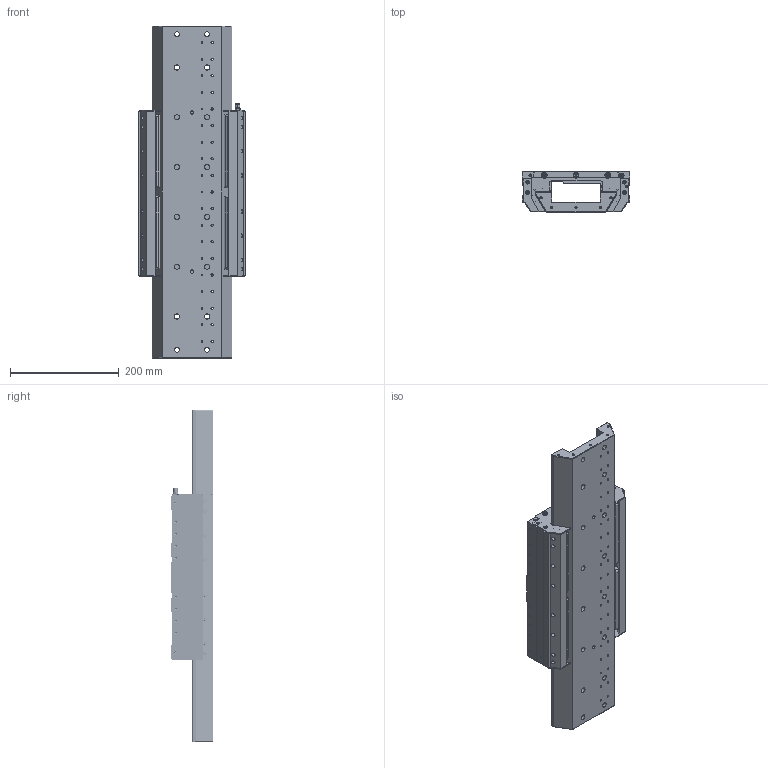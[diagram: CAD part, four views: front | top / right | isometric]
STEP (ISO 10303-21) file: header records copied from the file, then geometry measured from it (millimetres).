
FILE_DESCRIPTION (( 'STEP AP214' ), '1' );
FILE_NAME ('S41-06300-145610.STEP', '2021-07-30T16:58:37', ( '' ), ( '' ), 'SwSTEP 2.0', 'SolidWorks 2020', '' );
FILE_SCHEMA (( 'AUTOMOTIVE_DESIGN' ));
Length unit declared in the file: inch
Products named in the file (33): 44S146XXX_44S146610; 90-0419; S41-06300-145610; 16-00022_Customer Model; 90-0448_92125A208; S41-06300 -Straight Connector Tube; 90-0083_90-0083; S41-06300-Back Side tubing; 90-0046_92015A117; 99-1010_Customer Model; S41-06300 - Main Juncture Tubing_4 MM DIA TRANSVERSE TUBE; 40-00079_-RIGHT; S90A002; 40-00078_LEFT; 90-0417_92605A099; 90-0447_92125A125; S90F013_04-M5; 40-00077_8X12 Carriage; S90A001; 62-0323_18.1 x 134.2mm; 99-1011_Customer Model; 62-0324_62-0324; 16-00021_Customer Model; S41-06300-Corner Tube; S90F032; S90F030; S90F031
Assembly tree (81 placements, depth 3):
  S41-06300-145610
    99-1010_Customer Model
      16-00021_Customer Model
      62-0323_18.1 x 134.2mm
    99-1010_Customer Model
      16-00021_Customer Model
      62-0323_18.1 x 134.2mm
    99-1011_Customer Model
      16-00022_Customer Model
      62-0324_62-0324
    99-1011_Customer Model
      16-00022_Customer Model
      62-0324_62-0324
    40-00077_8X12 Carriage
    S90F032  x4
    S41-06300 - Main Juncture Tubing_4 MM DIA TRANSVERSE TUBE
    S41-06300-Corner Tube  x2
    S41-06300-Back Side tubing  x2
    40-00078_LEFT
    S90F013_04-M5
    90-0083_90-0083  x2
    90-0417_92605A099  x4
    90-0046_92015A117  x7
    S90F030  x2
    44S146XXX_44S146610
    99-1010_Customer Model
      16-00021_Customer Model
      62-0323_18.1 x 134.2mm
    99-1010_Customer Model
      16-00021_Customer Model
      62-0323_18.1 x 134.2mm
    S90F031  x8
    S41-06300 -Straight Connector Tube  x4
    90-0419  x2
    90-0448_92125A208  x6
    90-0447_92125A125  x8
    40-00079_-RIGHT
    99-1011_Customer Model
      16-00022_Customer Model
      62-0324_62-0324
    99-1011_Customer Model
      16-00022_Customer Model
      62-0324_62-0324
  S90A002
  S90A001
Bounding box: 196.85 x 76.15 x 609.6 mm (x, y, z)
Volume: 4139867.4 mm3; surface area: 689117.6 mm2
Topology: 75 solids, 75 shells, 3467 faces, 8435 edges, 5215 vertices
Faces by surface type: cylinder 1478, plane 1158, cone 683, torus 84, bspline 40, sphere 24
Entity records: 56614 total; most frequent: CARTESIAN_POINT 13931, DIRECTION 8197, ORIENTED_EDGE 7572, EDGE_CURVE 3786, AXIS2_PLACEMENT_3D 3189, VERTEX_POINT 2414, EDGE_LOOP 1968, VECTOR 1819
